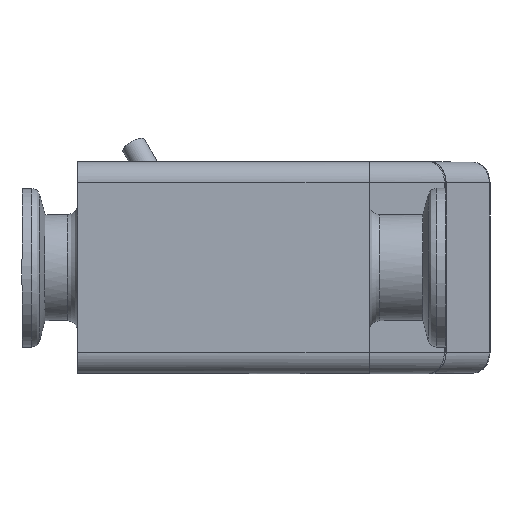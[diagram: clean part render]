
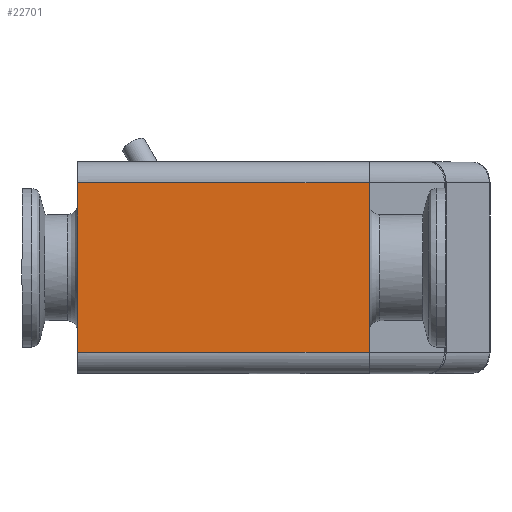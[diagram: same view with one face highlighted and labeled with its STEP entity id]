
A CAD part, front view. The second image highlights one B-rep face of the part: STEP entity #22701.
In plain terms, the highlighted free-form (B-spline) face has degree [1, 1] with [2, 2] control points.
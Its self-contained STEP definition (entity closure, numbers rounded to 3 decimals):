
#22666=CARTESIAN_POINT('F38',(0.0,0.0,-20.0));
#22667=CARTESIAN_POINT('F38',(55.0,0.,-20.0));
#22668=CARTESIAN_POINT('F38',(0.0,0.0,20.0));
#22669=CARTESIAN_POINT('F38',(55.0,0.,20.0));
#22670=B_SPLINE_SURFACE_WITH_KNOTS('F38',1,1,((#22666,#22668),(
   #22667,#22669)),.PLANE_SURF.,.F.,.F.,.U.,(2,2),(2,2),(0.0,
   1.375),(0.0,1.0),.UNSPECIFIED.);
#22671=CARTESIAN_POINT('V14',(55.0,0.,16.)
   );
#22672=VERTEX_POINT('V14',#22671);
#22673=CARTESIAN_POINT('V16',(0.0,0.0,16.));
#22674=VERTEX_POINT('V16',#22673);
#22675=CARTESIAN_POINT('E18',(55.0,0.,16.)
   );
#22676=CARTESIAN_POINT('E18',(0.0,0.0,16.));
#22677=B_SPLINE_CURVE_WITH_KNOTS('E18',1,(#22675,#22676),
   .POLYLINE_FORM.,.F.,.U.,(2,2),(2.,
   10.754),.UNSPECIFIED.);
#22678=EDGE_CURVE('E18',#22672,#22674,#22677,.T.);
#22679=ORIENTED_EDGE('E18',*,*,#22678,.F.);
#22680=CARTESIAN_POINT('V20',(55.,0.,
   -16.));
#22681=VERTEX_POINT('V20',#22680);
#22682=CARTESIAN_POINT('E85',(55.,0.,
   16.));
#22683=CARTESIAN_POINT('E85',(55.0,0.,-16.)
   );
#22684=B_SPLINE_CURVE_WITH_KNOTS('E85',1,(#22682,#22683),
   .POLYLINE_FORM.,.F.,.U.,(2,2),(0.1,
   0.9),.UNSPECIFIED.);
#22685=EDGE_CURVE('E85',#22672,#22681,#22684,.T.);
#22686=ORIENTED_EDGE('E85',*,*,#22685,.T.);
#22687=CARTESIAN_POINT('V18',(0.0,0.0,-16.0));
#22688=VERTEX_POINT('V18',#22687);
#22689=CARTESIAN_POINT('E22',(0.0,0.0,-16.0));
#22690=CARTESIAN_POINT('E22',(55.,0.,
   -16.));
#22691=B_SPLINE_CURVE_WITH_KNOTS('E22',1,(#22689,#22690),
   .POLYLINE_FORM.,.F.,.U.,(2,2),(2.0,10.754),
   .UNSPECIFIED.);
#22692=EDGE_CURVE('E22',#22688,#22681,#22691,.T.);
#22693=ORIENTED_EDGE('E22',*,*,#22692,.F.);
#22694=CARTESIAN_POINT('E62',(0.0,0.0,-16.0));
#22695=CARTESIAN_POINT('E62',(0.0,0.0,16.));
#22696=B_SPLINE_CURVE_WITH_KNOTS('E62',1,(#22694,#22695),
   .POLYLINE_FORM.,.F.,.U.,(2,2),(0.114,
   1.022),.UNSPECIFIED.);
#22697=EDGE_CURVE('E62',#22688,#22674,#22696,.T.);
#22698=ORIENTED_EDGE('E62',*,*,#22697,.T.);
#22699=EDGE_LOOP('F38',(#22679,#22686,#22693,#22698));
#22700=FACE_OUTER_BOUND('F38',#22699,.F.);
#22701=ADVANCED_FACE('F38',(#22700),#22670,.T.);
